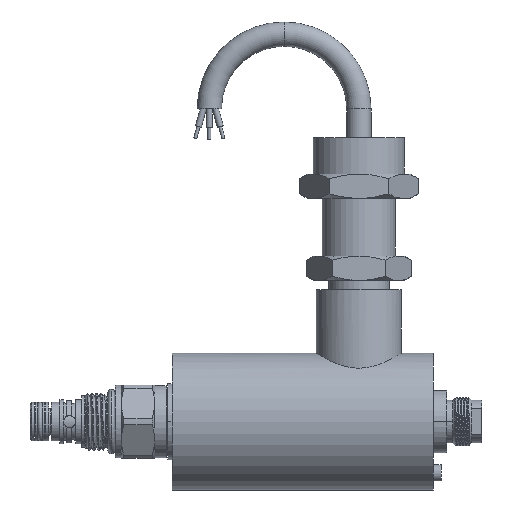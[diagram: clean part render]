
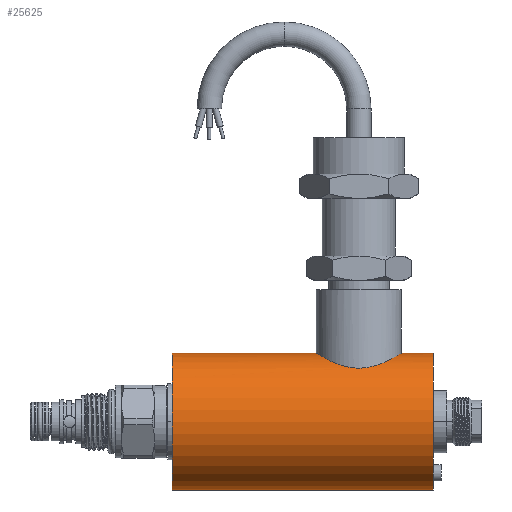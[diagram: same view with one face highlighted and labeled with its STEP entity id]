
A CAD part, front view. The second image highlights one B-rep face of the part: STEP entity #25625.
In plain terms, the highlighted cylindrical face has radius 22.5 mm (diameter 45 mm), a partial arc.
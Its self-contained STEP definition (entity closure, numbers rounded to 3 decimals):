
#1004 = CARTESIAN_POINT ( 'NONE',  ( 90.905, -1.876, 22.441 ) ) ;
#1359 = ORIENTED_EDGE ( 'NONE', *, *, #29306, .F. ) ;
#1619 = CARTESIAN_POINT ( 'NONE',  ( 85.185, -11.367, 19.42 ) ) ;
#1745 = CARTESIAN_POINT ( 'NONE',  ( 81.593, -13.233, 18.198 ) ) ;
#1998 = CARTESIAN_POINT ( 'NONE',  ( 70.734, -12.528, 18.691 ) ) ;
#2124 = CARTESIAN_POINT ( 'NONE',  ( 89.08, -7.091, 21.358 ) ) ;
#3622 = ORIENTED_EDGE ( 'NONE', *, *, #29311, .T. ) ;
#4369 = CARTESIAN_POINT ( 'NONE',  ( 15.5, 0., 0. ) ) ;
#4492 = CARTESIAN_POINT ( 'NONE',  ( 86.231, -10.535, 19.884 ) ) ;
#4615 = CARTESIAN_POINT ( 'NONE',  ( 69.557, -11.866, 19.119 ) ) ;
#4750 = CARTESIAN_POINT ( 'NONE',  ( 90.625, -3.254, 22.268 ) ) ;
#4866 = CARTESIAN_POINT ( 'NONE',  ( 77.947, -13.976, 17.633 ) ) ;
#4992 = CARTESIAN_POINT ( 'NONE',  ( 65.918, -8.602, 20.806 ) ) ;
#5531 = LINE ( 'NONE', #11698, #7309 ) ;
#5911 = CARTESIAN_POINT ( 'NONE',  ( 101.5, 0., -22.5 ) ) ;
#6102 = EDGE_CURVE ( 'NONE', #19694, #19987, #5531, .T. ) ;
#6275 = CARTESIAN_POINT ( 'NONE',  ( 15.5, 0., 0. ) ) ;
#7309 = VECTOR ( 'NONE', #14625, 1000. ) ;
#7360 = CARTESIAN_POINT ( 'NONE',  ( 82.026, -13.075, 18.313 ) ) ;
#7483 = CARTESIAN_POINT ( 'NONE',  ( 77.476, -14., 17.614 ) ) ;
#7609 = CARTESIAN_POINT ( 'NONE',  ( 75.136, -13.883, 17.706 ) ) ;
#7851 = CARTESIAN_POINT ( 'NONE',  ( 90.507, -3.712, 22.196 ) ) ;
#7974 = CARTESIAN_POINT ( 'NONE',  ( 101.5, 0., 22.5 ) ) ;
#8020 = LINE ( 'NONE', #10819, #30397 ) ;
#9876 = DIRECTION ( 'NONE',  ( 1., 0., 0. ) ) ;
#10107 = DIRECTION ( 'NONE',  ( -1., 0., 0. ) ) ;
#10230 = CARTESIAN_POINT ( 'NONE',  ( 71.147, -12.726, 18.556 ) ) ;
#10271 = VERTEX_POINT ( 'NONE', #19114 ) ;
#10352 = CARTESIAN_POINT ( 'NONE',  ( 67.768, -10.534, 19.884 ) ) ;
#10487 = CARTESIAN_POINT ( 'NONE',  ( 86.564, -10.233, 20.041 ) ) ;
#10603 = CARTESIAN_POINT ( 'NONE',  ( 88.083, -8.602, 20.806 ) ) ;
#10819 = CARTESIAN_POINT ( 'NONE',  ( 15.5, 0., 22.5 ) ) ;
#10820 = ORIENTED_EDGE ( 'NONE', *, *, #36019, .F. ) ;
#11698 = CARTESIAN_POINT ( 'NONE',  ( 15.5, 0., 22.5 ) ) ;
#12230 = EDGE_CURVE ( 'NONE', #31060, #23879, #31839, .T. ) ;
#12434 = B_SPLINE_CURVE_WITH_KNOTS ( 'NONE', 3,
 ( #35237, #27097, #1004, #4750, #7851, #15880, #36096, #24737, #36219, #2124, #21625, #10603, #30731, #10487, #4492, #27848, #1619, #19135, #24493, #7360, #1745, #27346, #21876, #21756, #13513, #4866, #7483, #24866, #35969, #7609, #35838, #30608, #30481, #10230, #1998, #18754, #4615, #32969, #30234, #10352, #22129, #19004, #4992, #22000, #13127, #33085, #24612, #33340, #16010, #18875, #27482, #30357, #33458, #27608 ),
 .UNSPECIFIED., .F., .F.,
 ( 4, 2, 2, 2, 2, 2, 2, 2, 2, 2, 2, 2, 2, 2, 2, 2, 2, 2, 2, 2, 2, 2, 2, 2, 2, 2, 4 ),
 ( 0.045, 0.048, 0.049, 0.051, 0.052, 0.053, 0.056, 0.058, 0.059, 0.062, 0.063, 0.065, 0.066, 0.067, 0.069, 0.07, 0.073, 0.075, 0.076, 0.077, 0.079, 0.082, 0.083, 0.084, 0.087, 0.089, 0.09 ),
 .UNSPECIFIED. ) ;
#13127 = CARTESIAN_POINT ( 'NONE',  ( 64.925, -7.1, 21.354 ) ) ;
#13513 = CARTESIAN_POINT ( 'NONE',  ( 78.892, -13.88, 17.709 ) ) ;
#13663 = CYLINDRICAL_SURFACE ( 'NONE', #24247, 22.5 ) ;
#14498 = AXIS2_PLACEMENT_3D ( 'NONE', #4369, #10107, #30103 ) ;
#14625 = DIRECTION ( 'NONE',  ( 1., 0., 0. ) ) ;
#15007 = ORIENTED_EDGE ( 'NONE', *, *, #20903, .F. ) ;
#15880 = CARTESIAN_POINT ( 'NONE',  ( 90.231, -4.6, 22.029 ) ) ;
#16010 = CARTESIAN_POINT ( 'NONE',  ( 63.476, -3.739, 22.206 ) ) ;
#18447 = VECTOR ( 'NONE', #27041, 1000. ) ;
#18575 = CARTESIAN_POINT ( 'NONE',  ( 15.5, 0., -22.5 ) ) ;
#18754 = CARTESIAN_POINT ( 'NONE',  ( 69.94, -12.098, 18.972 ) ) ;
#18875 = CARTESIAN_POINT ( 'NONE',  ( 63.194, -2.367, 22.38 ) ) ;
#19004 = CARTESIAN_POINT ( 'NONE',  ( 66.485, -9.286, 20.506 ) ) ;
#19114 = CARTESIAN_POINT ( 'NONE',  ( 91., 0., 22.5 ) ) ;
#19135 = CARTESIAN_POINT ( 'NONE',  ( 84.079, -12.111, 18.971 ) ) ;
#19694 = VERTEX_POINT ( 'NONE', #36712 ) ;
#19744 = CARTESIAN_POINT ( 'NONE',  ( 63., 0., 22.5 ) ) ;
#19987 = VERTEX_POINT ( 'NONE', #19744 ) ;
#19996 = VERTEX_POINT ( 'NONE', #7974 ) ;
#20903 = EDGE_CURVE ( 'NONE', #10271, #19996, #8020, .T. ) ;
#21554 = CARTESIAN_POINT ( 'NONE',  ( 15.5, 0., -22.5 ) ) ;
#21625 = CARTESIAN_POINT ( 'NONE',  ( 88.842, -7.482, 21.223 ) ) ;
#21756 = CARTESIAN_POINT ( 'NONE',  ( 79.357, -13.808, 17.765 ) ) ;
#21876 = CARTESIAN_POINT ( 'NONE',  ( 80.268, -13.621, 17.909 ) ) ;
#22000 = CARTESIAN_POINT ( 'NONE',  ( 65.161, -7.487, 21.222 ) ) ;
#22129 = CARTESIAN_POINT ( 'NONE',  ( 67.434, -10.232, 20.042 ) ) ;
#23879 = VERTEX_POINT ( 'NONE', #5911 ) ;
#23898 = DIRECTION ( 'NONE',  ( 0., 0., 1. ) ) ;
#24247 = AXIS2_PLACEMENT_3D ( 'NONE', #6275, #26379, #34744 ) ;
#24293 = ORIENTED_EDGE ( 'NONE', *, *, #6102, .F. ) ;
#24493 = CARTESIAN_POINT ( 'NONE',  ( 83.293, -12.54, 18.687 ) ) ;
#24612 = CARTESIAN_POINT ( 'NONE',  ( 64.287, -5.881, 21.722 ) ) ;
#24737 = CARTESIAN_POINT ( 'NONE',  ( 89.715, -5.877, 21.723 ) ) ;
#24866 = CARTESIAN_POINT ( 'NONE',  ( 76.537, -14., 17.614 ) ) ;
#25067 = EDGE_LOOP ( 'NONE', ( #1359, #36709, #10820, #15007, #3622, #24293 ) ) ;
#25625 = ADVANCED_FACE ( 'NONE', ( #27938 ), #13663, .T. ) ;
#26379 = DIRECTION ( 'NONE',  ( 1., 0., 0. ) ) ;
#26641 = CARTESIAN_POINT ( 'NONE',  ( 101.5, 0., 0. ) ) ;
#27041 = DIRECTION ( 'NONE',  ( 1., 0., 0. ) ) ;
#27097 = CARTESIAN_POINT ( 'NONE',  ( 91., -0.944, 22.5 ) ) ;
#27346 = CARTESIAN_POINT ( 'NONE',  ( 80.715, -13.506, 17.996 ) ) ;
#27482 = CARTESIAN_POINT ( 'NONE',  ( 63.121, -1.898, 22.425 ) ) ;
#27608 = CARTESIAN_POINT ( 'NONE',  ( 63., 0., 22.5 ) ) ;
#27848 = CARTESIAN_POINT ( 'NONE',  ( 85.541, -11.101, 19.573 ) ) ;
#27938 = FACE_OUTER_BOUND ( 'NONE', #25067, .T. ) ;
#28417 = AXIS2_PLACEMENT_3D ( 'NONE', #26641, #9876, #23898 ) ;
#29306 = EDGE_CURVE ( 'NONE', #31060, #19694, #33223, .T. ) ;
#29311 = EDGE_CURVE ( 'NONE', #10271, #19987, #12434, .T. ) ;
#30103 = DIRECTION ( 'NONE',  ( 0., 0., -1. ) ) ;
#30234 = CARTESIAN_POINT ( 'NONE',  ( 68.458, -11.101, 19.573 ) ) ;
#30357 = CARTESIAN_POINT ( 'NONE',  ( 63.024, -0.952, 22.485 ) ) ;
#30397 = VECTOR ( 'NONE', #33922, 1000. ) ;
#30481 = CARTESIAN_POINT ( 'NONE',  ( 72.41, -13.258, 18.184 ) ) ;
#30608 = CARTESIAN_POINT ( 'NONE',  ( 73.288, -13.532, 17.978 ) ) ;
#30731 = CARTESIAN_POINT ( 'NONE',  ( 87.514, -9.288, 20.506 ) ) ;
#31060 = VERTEX_POINT ( 'NONE', #21554 ) ;
#31839 = LINE ( 'NONE', #18575, #18447 ) ;
#32969 = CARTESIAN_POINT ( 'NONE',  ( 68.816, -11.367, 19.419 ) ) ;
#33085 = CARTESIAN_POINT ( 'NONE',  ( 64.487, -6.295, 21.606 ) ) ;
#33194 = CIRCLE ( 'NONE', #28417, 22.5 ) ;
#33223 = CIRCLE ( 'NONE', #14498, 22.5 ) ;
#33340 = CARTESIAN_POINT ( 'NONE',  ( 63.751, -4.617, 22.038 ) ) ;
#33458 = CARTESIAN_POINT ( 'NONE',  ( 63., -0.475, 22.5 ) ) ;
#33922 = DIRECTION ( 'NONE',  ( 1., 0., 0. ) ) ;
#34744 = DIRECTION ( 'NONE',  ( 0., 0., 1. ) ) ;
#35237 = CARTESIAN_POINT ( 'NONE',  ( 91., 0., 22.5 ) ) ;
#35838 = CARTESIAN_POINT ( 'NONE',  ( 74.669, -13.813, 17.762 ) ) ;
#35969 = CARTESIAN_POINT ( 'NONE',  ( 76.069, -13.977, 17.632 ) ) ;
#36019 = EDGE_CURVE ( 'NONE', #19996, #23879, #33194, .T. ) ;
#36096 = CARTESIAN_POINT ( 'NONE',  ( 90.072, -5.033, 21.934 ) ) ;
#36219 = CARTESIAN_POINT ( 'NONE',  ( 89.516, -6.289, 21.607 ) ) ;
#36709 = ORIENTED_EDGE ( 'NONE', *, *, #12230, .T. ) ;
#36712 = CARTESIAN_POINT ( 'NONE',  ( 15.5, 0., 22.5 ) ) ;
